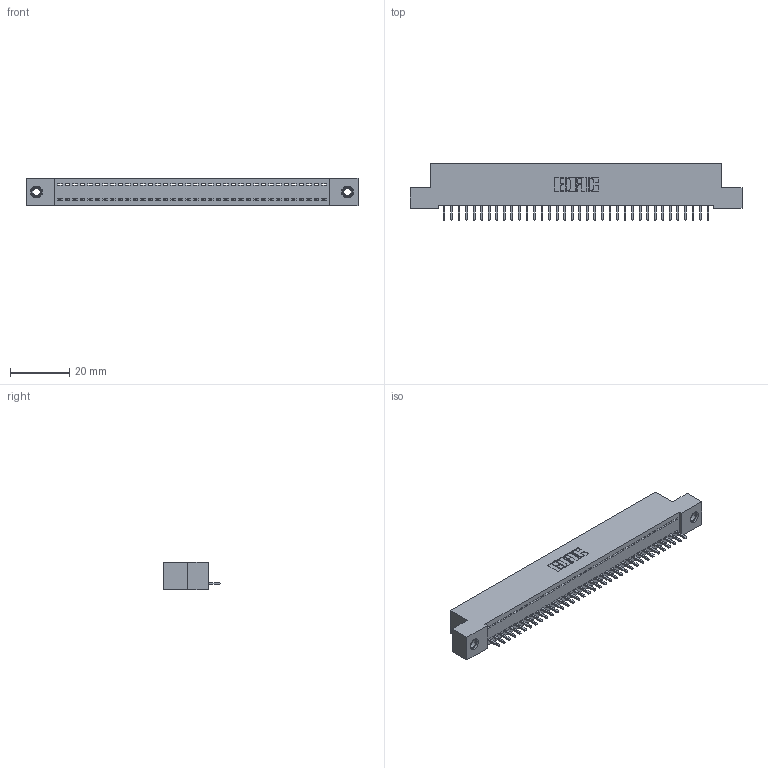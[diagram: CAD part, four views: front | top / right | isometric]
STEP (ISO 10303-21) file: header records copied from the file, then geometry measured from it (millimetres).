
FILE_DESCRIPTION (( 'STEP AP203' ), '1' );
FILE_NAME ('342-036-521-107.STEP', '2018-08-11T19:58:13', ( '' ), ( '' ), 'SwSTEP 2.0', 'SolidWorks 2016', '' );
FILE_SCHEMA (( 'CONFIG_CONTROL_DESIGN' ));
Length unit declared in the file: inch
Products named in the file (4): 342 Part_TI; 345-292-001_345-293-121; 345-250-001_345-250-005-103; 342-036-521-107
Assembly tree (39 placements, depth 2):
  342-036-521-107
    342 Part_TI
    345-292-001_345-293-121  x36
    345-250-001_345-250-005-103  x2
Bounding box: 111.76 x 19.06 x 9.4 mm (x, y, z)
Volume: 9661.9 mm3; surface area: 13715.1 mm2
Topology: 39 solids, 39 shells, 2258 faces, 6771 edges, 4458 vertices
Faces by surface type: plane 1610, cylinder 632, cone 12, torus 4
Entity records: 23856 total; most frequent: CARTESIAN_POINT 4097, ORIENTED_EDGE 4062, DIRECTION 3501, EDGE_CURVE 2031, VECTOR 1883, LINE 1883, VERTEX_POINT 1348, AXIS2_PLACEMENT_3D 809
